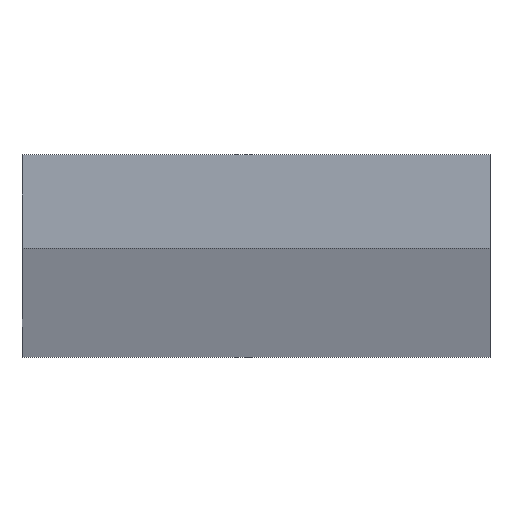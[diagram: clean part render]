
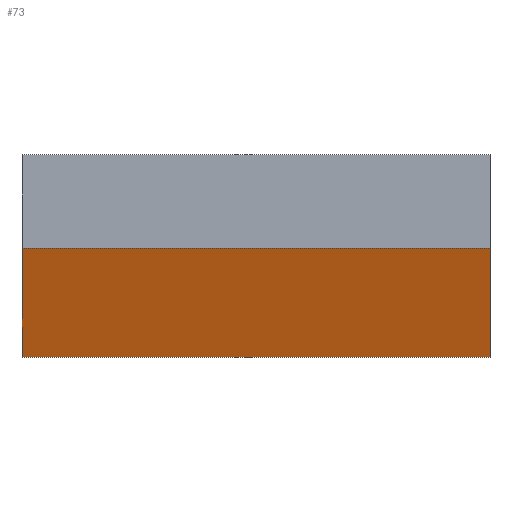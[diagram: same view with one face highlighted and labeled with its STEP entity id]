
A CAD part, top view. The second image highlights one B-rep face of the part: STEP entity #73.
In plain terms, the highlighted planar face has unit normal (0, -1, 0).
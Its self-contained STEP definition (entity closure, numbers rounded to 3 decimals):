
#3 = VECTOR ( 'NONE', #182, 1000. ) ;
#9 = VECTOR ( 'NONE', #154, 1000. ) ;
#28 = VECTOR ( 'NONE', #149, 1000. ) ;
#32 = FACE_OUTER_BOUND ( 'NONE', #108, .T. ) ;
#36 = VECTOR ( 'NONE', #150, 1000. ) ;
#44 = AXIS2_PLACEMENT_3D ( 'NONE', #117, #118, #119 ) ;
#73 = ADVANCED_FACE ( 'NONE', ( #32 ), #116, .F. ) ;
#81 = EDGE_CURVE ( 'NONE', #95, #101, #145, .T. ) ;
#83 = EDGE_CURVE ( 'NONE', #98, #101, #157, .T. ) ;
#84 = EDGE_CURVE ( 'NONE', #102, #95, #148, .T. ) ;
#87 = EDGE_CURVE ( 'NONE', #102, #98, #180, .T. ) ;
#95 = VERTEX_POINT ( 'NONE', #187 ) ;
#98 = VERTEX_POINT ( 'NONE', #190 ) ;
#101 = VERTEX_POINT ( 'NONE', #193 ) ;
#102 = VERTEX_POINT ( 'NONE', #194 ) ;
#108 = EDGE_LOOP ( 'NONE', ( #171, #168, #167, #169 ) ) ;
#116 = PLANE ( 'NONE',  #44 ) ;
#117 = CARTESIAN_POINT ( 'NONE',  ( -7.5, -1.5, 1000. ) ) ;
#118 = DIRECTION ( 'NONE',  ( 0., 1., 0. ) ) ;
#119 = DIRECTION ( 'NONE',  ( -1., 0., 0. ) ) ;
#145 = LINE ( 'NONE', #146, #9 ) ;
#146 = CARTESIAN_POINT ( 'NONE',  ( -7.5, -1.5, -1000. ) ) ;
#148 = LINE ( 'NONE', #152, #36 ) ;
#149 = DIRECTION ( 'NONE',  ( 0., 0., -1. ) ) ;
#150 = DIRECTION ( 'NONE',  ( 0., 0., -1. ) ) ;
#152 = CARTESIAN_POINT ( 'NONE',  ( -7.5, -1.5, 1000. ) ) ;
#154 = DIRECTION ( 'NONE',  ( 1., 0., 0. ) ) ;
#157 = LINE ( 'NONE', #158, #28 ) ;
#158 = CARTESIAN_POINT ( 'NONE',  ( 7.5, -1.5, 1000. ) ) ;
#167 = ORIENTED_EDGE ( 'NONE', *, *, #87, .F. ) ;
#168 = ORIENTED_EDGE ( 'NONE', *, *, #83, .F. ) ;
#169 = ORIENTED_EDGE ( 'NONE', *, *, #84, .T. ) ;
#171 = ORIENTED_EDGE ( 'NONE', *, *, #81, .T. ) ;
#180 = LINE ( 'NONE', #181, #3 ) ;
#181 = CARTESIAN_POINT ( 'NONE',  ( -7.5, -1.5, 1000. ) ) ;
#182 = DIRECTION ( 'NONE',  ( 1., 0., 0. ) ) ;
#187 = CARTESIAN_POINT ( 'NONE',  ( -7.5, -1.5, -1000. ) ) ;
#190 = CARTESIAN_POINT ( 'NONE',  ( 7.5, -1.5, 1000. ) ) ;
#193 = CARTESIAN_POINT ( 'NONE',  ( 7.5, -1.5, -1000. ) ) ;
#194 = CARTESIAN_POINT ( 'NONE',  ( -7.5, -1.5, 1000. ) ) ;
